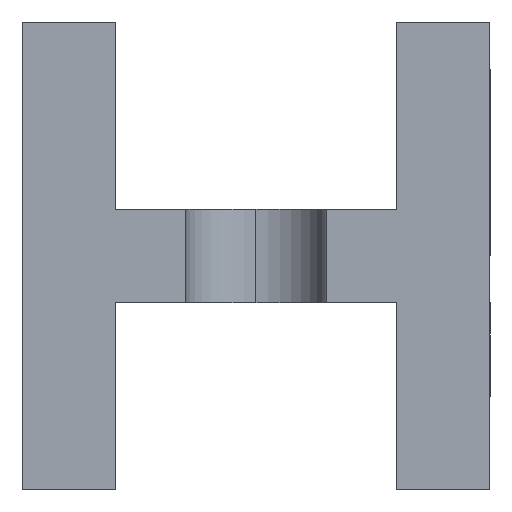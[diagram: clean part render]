
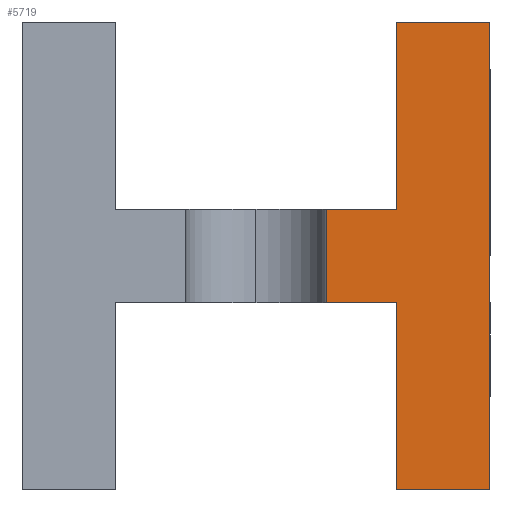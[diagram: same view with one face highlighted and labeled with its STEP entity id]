
A CAD part, left-side view. The second image highlights one B-rep face of the part: STEP entity #5719.
In plain terms, the highlighted planar face has unit normal (-1, 0, 0).
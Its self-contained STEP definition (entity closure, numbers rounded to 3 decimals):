
#52 = CARTESIAN_POINT ( 'NONE',  ( 0., 2., 10. ) ) ;
#76 = ORIENTED_EDGE ( 'NONE', *, *, #13586, .F. ) ;
#90 = DIRECTION ( 'NONE',  ( 0., 0., -1. ) ) ;
#183 = DIRECTION ( 'NONE',  ( 0., 0., 1. ) ) ;
#281 = CARTESIAN_POINT ( 'NONE',  ( 0., 2., 0. ) ) ;
#459 = VECTOR ( 'NONE', #90, 1000. ) ;
#605 = CARTESIAN_POINT ( 'NONE',  ( 0., 0., 0. ) ) ;
#709 = ORIENTED_EDGE ( 'NONE', *, *, #4839, .F. ) ;
#1146 = VERTEX_POINT ( 'NONE', #12635 ) ;
#2057 = EDGE_LOOP ( 'NONE', ( #22530, #11571, #709, #10947, #76, #15042, #4229, #3584 ) ) ;
#2377 = VERTEX_POINT ( 'NONE', #4830 ) ;
#2686 = CARTESIAN_POINT ( 'NONE',  ( 0., 2., 0. ) ) ;
#2928 = CARTESIAN_POINT ( 'NONE',  ( 0., 3.5, 4. ) ) ;
#2978 = CARTESIAN_POINT ( 'NONE',  ( 0., 3.5, 4. ) ) ;
#3035 = DIRECTION ( 'NONE',  ( 0., 0., 1. ) ) ;
#3172 = CARTESIAN_POINT ( 'NONE',  ( 0., 2., 6. ) ) ;
#3346 = DIRECTION ( 'NONE',  ( 0., -1., 0. ) ) ;
#3457 = LINE ( 'NONE', #23329, #24376 ) ;
#3584 = ORIENTED_EDGE ( 'NONE', *, *, #17263, .F. ) ;
#3895 = EDGE_CURVE ( 'NONE', #21854, #2377, #6359, .T. ) ;
#4229 = ORIENTED_EDGE ( 'NONE', *, *, #3895, .F. ) ;
#4325 = DIRECTION ( 'NONE',  ( 0., 1., 0. ) ) ;
#4830 = CARTESIAN_POINT ( 'NONE',  ( 0., 2., 10. ) ) ;
#4839 = EDGE_CURVE ( 'NONE', #18973, #10183, #15450, .T. ) ;
#4905 = CARTESIAN_POINT ( 'NONE',  ( 0., 2., 6. ) ) ;
#5719 = ADVANCED_FACE ( 'NONE', ( #15396 ), #21975, .T. ) ;
#6359 = LINE ( 'NONE', #52, #7625 ) ;
#6610 = VERTEX_POINT ( 'NONE', #16315 ) ;
#6704 = LINE ( 'NONE', #14222, #22380 ) ;
#7625 = VECTOR ( 'NONE', #183, 1000. ) ;
#8255 = EDGE_CURVE ( 'NONE', #23482, #6610, #14620, .T. ) ;
#8511 = EDGE_CURVE ( 'NONE', #2377, #1146, #3457, .T. ) ;
#9340 = DIRECTION ( 'NONE',  ( 0., 0., 1. ) ) ;
#10089 = VECTOR ( 'NONE', #9340, 1000. ) ;
#10099 = CARTESIAN_POINT ( 'NONE',  ( 0., 2., 4. ) ) ;
#10183 = VERTEX_POINT ( 'NONE', #14038 ) ;
#10947 = ORIENTED_EDGE ( 'NONE', *, *, #22749, .F. ) ;
#11571 = ORIENTED_EDGE ( 'NONE', *, *, #19384, .F. ) ;
#12635 = CARTESIAN_POINT ( 'NONE',  ( 0., 0., 10. ) ) ;
#13586 = EDGE_CURVE ( 'NONE', #1146, #15210, #16753, .T. ) ;
#14038 = CARTESIAN_POINT ( 'NONE',  ( 0., 2., 4. ) ) ;
#14222 = CARTESIAN_POINT ( 'NONE',  ( 0., 8., 4. ) ) ;
#14620 = LINE ( 'NONE', #2978, #23693 ) ;
#14721 = VECTOR ( 'NONE', #3346, 1000. ) ;
#15042 = ORIENTED_EDGE ( 'NONE', *, *, #8511, .F. ) ;
#15210 = VERTEX_POINT ( 'NONE', #18389 ) ;
#15300 = VECTOR ( 'NONE', #4325, 1000. ) ;
#15396 = FACE_OUTER_BOUND ( 'NONE', #2057, .T. ) ;
#15450 = LINE ( 'NONE', #10099, #10089 ) ;
#16315 = CARTESIAN_POINT ( 'NONE',  ( 0., 3.5, 6. ) ) ;
#16753 = LINE ( 'NONE', #605, #459 ) ;
#17263 = EDGE_CURVE ( 'NONE', #6610, #21854, #20252, .T. ) ;
#18302 = DIRECTION ( 'NONE',  ( 0., 1., 0. ) ) ;
#18389 = CARTESIAN_POINT ( 'NONE',  ( 0., 0., 0. ) ) ;
#18973 = VERTEX_POINT ( 'NONE', #2686 ) ;
#19384 = EDGE_CURVE ( 'NONE', #10183, #23482, #6704, .T. ) ;
#20252 = LINE ( 'NONE', #3172, #14721 ) ;
#20262 = AXIS2_PLACEMENT_3D ( 'NONE', #21795, #21765, #21740 ) ;
#21740 = DIRECTION ( 'NONE',  ( 0., 0., 1. ) ) ;
#21765 = DIRECTION ( 'NONE',  ( -1., 0., 0. ) ) ;
#21795 = CARTESIAN_POINT ( 'NONE',  ( 0., 0., 0. ) ) ;
#21854 = VERTEX_POINT ( 'NONE', #4905 ) ;
#21975 = PLANE ( 'NONE',  #20262 ) ;
#22380 = VECTOR ( 'NONE', #18302, 1000. ) ;
#22530 = ORIENTED_EDGE ( 'NONE', *, *, #8255, .F. ) ;
#22749 = EDGE_CURVE ( 'NONE', #15210, #18973, #25719, .T. ) ;
#23303 = DIRECTION ( 'NONE',  ( 0., -1., 0. ) ) ;
#23329 = CARTESIAN_POINT ( 'NONE',  ( 0., 0., 10. ) ) ;
#23482 = VERTEX_POINT ( 'NONE', #2928 ) ;
#23693 = VECTOR ( 'NONE', #3035, 1000. ) ;
#24376 = VECTOR ( 'NONE', #23303, 1000. ) ;
#25719 = LINE ( 'NONE', #281, #15300 ) ;
